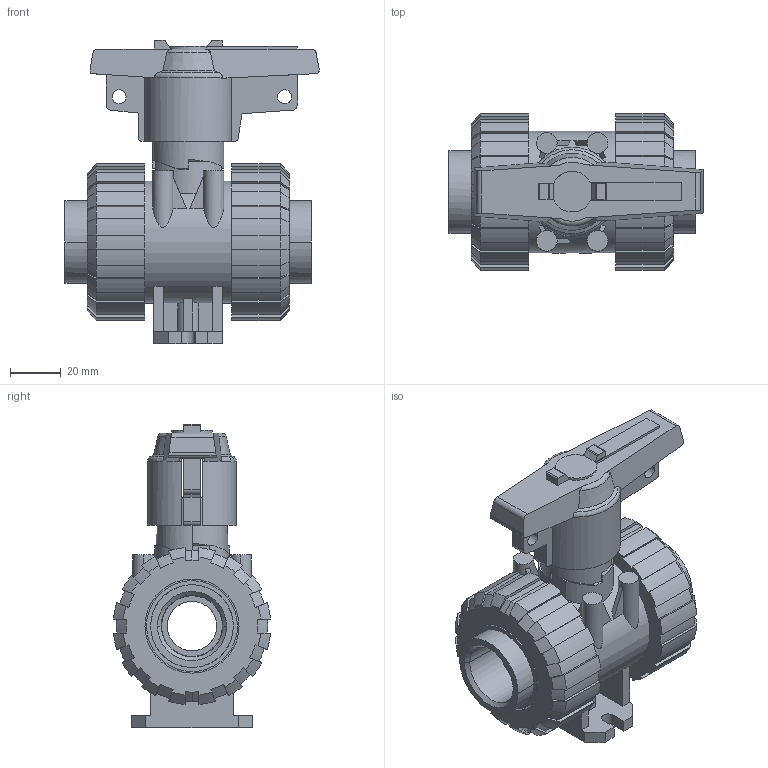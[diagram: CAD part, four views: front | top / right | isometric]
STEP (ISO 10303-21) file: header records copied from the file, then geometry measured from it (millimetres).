
FILE_DESCRIPTION(('STEP AP214'),'1');
FILE_NAME('cctmp_A806CE0B-E38F-43DE-96EE-86CD134D9DDA_2021_10_20_12_50_31_0643..stp','2021-10-20T10:50:32',('Praher Valves GmbH'),('CADClick - www.CADClick.com'),'Spatial InterOp 3D',' ','unknown authorization');
FILE_SCHEMA(('AUTOMOTIVE_DESIGN'));
Length unit declared in the file: millimetre
Products named in the file (7): cc_unnamed; 210113_5; 210113_4; 210113_3; 210113_2; 210113_1; 210113
Assembly tree (6 placements, depth 2):
  cc_unnamed
    210113_5
    210113_4
    210113_3
    210113_2
    210113_1
    210113
Bounding box: 100 x 61.76 x 119.43 mm (x, y, z)
Volume: 236158.4 mm3; surface area: 74377.6 mm2
Topology: 6 solids, 6 shells, 460 faces, 1306 edges, 866 vertices
Faces by surface type: plane 222, cylinder 122, cone 80, bspline 28, torus 8
Entity records: 20023 total; most frequent: CARTESIAN_POINT 4460, ORIENTED_EDGE 2612, DIRECTION 2348, EDGE_CURVE 1306, VERTEX_POINT 866, AXIS2_PLACEMENT_3D 839, LINE 670, VECTOR 670
